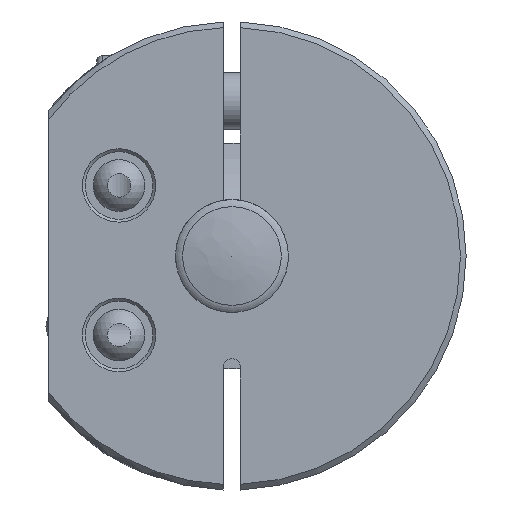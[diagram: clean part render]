
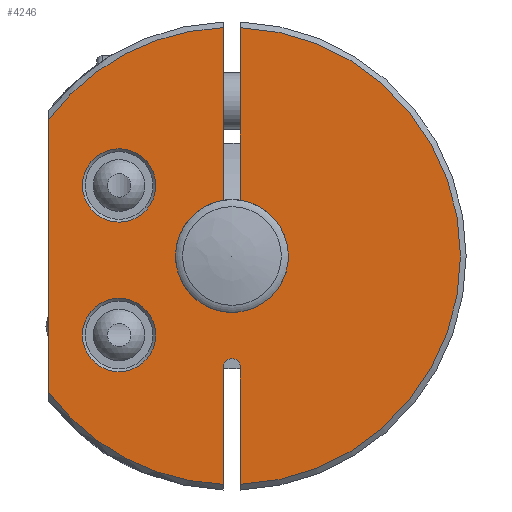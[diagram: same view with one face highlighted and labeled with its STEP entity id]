
A CAD part, left-side view. The second image highlights one B-rep face of the part: STEP entity #4246.
In plain terms, the highlighted planar face has unit normal (-1, 0, 0).
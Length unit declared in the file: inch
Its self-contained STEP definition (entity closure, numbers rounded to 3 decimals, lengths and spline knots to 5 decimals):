
#248=FACE_BOUND('',#1274,.T.);
#249=FACE_BOUND('',#1275,.T.);
#334=PLANE('',#4623);
#477=LINE('',#6891,#730);
#482=LINE('',#6912,#735);
#513=LINE('',#7185,#766);
#517=LINE('',#7196,#770);
#527=LINE('',#7346,#780);
#730=VECTOR('',#5258,0.3937);
#735=VECTOR('',#5275,0.3937);
#766=VECTOR('',#5414,0.3937);
#770=VECTOR('',#5426,0.3937);
#780=VECTOR('',#5484,0.3937);
#1041=FACE_OUTER_BOUND('',#1273,.T.);
#1273=EDGE_LOOP('',(#3313,#3314,#3315,#3316,#3317,#3318,#3319,#3320,#3321,
#3322));
#1274=EDGE_LOOP('',(#3323));
#1275=EDGE_LOOP('',(#3324));
#1460=CIRCLE('',#4532,1.59449);
#1495=CIRCLE('',#4593,1.59449);
#1496=CIRCLE('',#4595,1.59449);
#1498=CIRCLE('',#4603,0.05906);
#1507=CIRCLE('',#4618,0.25591);
#1511=CIRCLE('',#4624,0.3937);
#1512=CIRCLE('',#4625,0.25591);
#1765=VERTEX_POINT('',#6834);
#1768=VERTEX_POINT('',#6839);
#1781=VERTEX_POINT('',#6890);
#1790=VERTEX_POINT('',#6909);
#1791=VERTEX_POINT('',#6911);
#1840=VERTEX_POINT('',#7171);
#1841=VERTEX_POINT('',#7175);
#1842=VERTEX_POINT('',#7177);
#1843=VERTEX_POINT('',#7183);
#1846=VERTEX_POINT('',#7195);
#1863=VERTEX_POINT('',#7333);
#1867=VERTEX_POINT('',#7347);
#2259=EDGE_CURVE('',#1768,#1765,#1460,.T.);
#2273=EDGE_CURVE('',#1781,#1765,#477,.T.);
#2283=EDGE_CURVE('',#1791,#1790,#482,.T.);
#2358=EDGE_CURVE('',#1791,#1840,#1495,.T.);
#2360=EDGE_CURVE('',#1841,#1842,#1496,.T.);
#2363=EDGE_CURVE('',#1841,#1843,#513,.T.);
#2368=EDGE_CURVE('',#1846,#1840,#517,.T.);
#2371=EDGE_CURVE('',#1843,#1846,#1498,.T.);
#2393=EDGE_CURVE('',#1863,#1863,#1507,.T.);
#2399=EDGE_CURVE('',#1790,#1781,#1511,.T.);
#2400=EDGE_CURVE('',#1768,#1842,#527,.T.);
#2401=EDGE_CURVE('',#1867,#1867,#1512,.T.);
#3313=ORIENTED_EDGE('',*,*,#2368,.T.);
#3314=ORIENTED_EDGE('',*,*,#2358,.F.);
#3315=ORIENTED_EDGE('',*,*,#2283,.T.);
#3316=ORIENTED_EDGE('',*,*,#2399,.T.);
#3317=ORIENTED_EDGE('',*,*,#2273,.T.);
#3318=ORIENTED_EDGE('',*,*,#2259,.F.);
#3319=ORIENTED_EDGE('',*,*,#2400,.T.);
#3320=ORIENTED_EDGE('',*,*,#2360,.F.);
#3321=ORIENTED_EDGE('',*,*,#2363,.T.);
#3322=ORIENTED_EDGE('',*,*,#2371,.T.);
#3323=ORIENTED_EDGE('',*,*,#2393,.F.);
#3324=ORIENTED_EDGE('',*,*,#2401,.F.);
#4246=ADVANCED_FACE('',(#1041,#248,#249),#334,.T.);
#4532=AXIS2_PLACEMENT_3D('',#6843,#5241,#5242);
#4593=AXIS2_PLACEMENT_3D('',#7173,#5404,#5405);
#4595=AXIS2_PLACEMENT_3D('',#7178,#5409,#5410);
#4603=AXIS2_PLACEMENT_3D('',#7201,#5433,#5434);
#4618=AXIS2_PLACEMENT_3D('',#7334,#5468,#5469);
#4623=AXIS2_PLACEMENT_3D('',#7344,#5480,#5481);
#4624=AXIS2_PLACEMENT_3D('',#7345,#5482,#5483);
#4625=AXIS2_PLACEMENT_3D('',#7348,#5485,#5486);
#5241=DIRECTION('center_axis',(1.,0.,0.));
#5242=DIRECTION('ref_axis',(0.,-1.,0.));
#5258=DIRECTION('',(0.,0.,1.));
#5275=DIRECTION('',(0.,0.,-1.));
#5404=DIRECTION('center_axis',(1.,0.,0.));
#5405=DIRECTION('ref_axis',(0.,-1.,0.));
#5409=DIRECTION('center_axis',(1.,0.,0.));
#5410=DIRECTION('ref_axis',(0.,-1.,0.));
#5414=DIRECTION('',(0.,0.,1.));
#5426=DIRECTION('',(0.,0.,-1.));
#5433=DIRECTION('center_axis',(1.,0.,0.));
#5434=DIRECTION('ref_axis',(0.,0.,-1.));
#5468=DIRECTION('center_axis',(-1.,0.,0.));
#5469=DIRECTION('ref_axis',(0.,0.,-1.));
#5480=DIRECTION('center_axis',(-1.,0.,0.));
#5481=DIRECTION('ref_axis',(0.,0.,1.));
#5482=DIRECTION('center_axis',(1.,0.,0.));
#5483=DIRECTION('ref_axis',(0.,0.,-1.));
#5484=DIRECTION('',(0.,0.,-1.));
#5485=DIRECTION('center_axis',(-1.,0.,0.));
#5486=DIRECTION('ref_axis',(0.,0.,-1.));
#6834=CARTESIAN_POINT('',(-1.81102,0.05906,1.59339));
#6839=CARTESIAN_POINT('',(-1.81102,1.27953,0.95142));
#6843=CARTESIAN_POINT('Origin',(-1.81102,0.,
0.));
#6890=CARTESIAN_POINT('',(-1.81102,0.05906,0.38925));
#6891=CARTESIAN_POINT('',(-1.81102,0.05906,0.46595));
#6909=CARTESIAN_POINT('',(-1.81102,-0.05906,0.38925));
#6911=CARTESIAN_POINT('',(-1.81102,-0.05906,1.59339));
#6912=CARTESIAN_POINT('',(-1.81102,-0.05906,0.46595));
#7171=CARTESIAN_POINT('',(-1.81102,-0.05906,-1.59339));
#7173=CARTESIAN_POINT('Origin',(-1.81102,0.,
0.));
#7175=CARTESIAN_POINT('',(-1.81102,0.05906,-1.59339));
#7177=CARTESIAN_POINT('',(-1.81102,1.27953,-0.95142));
#7178=CARTESIAN_POINT('Origin',(-1.81102,0.,
0.));
#7183=CARTESIAN_POINT('',(-1.81102,0.05906,-0.77426));
#7185=CARTESIAN_POINT('',(-1.81102,0.05906,-0.38713));
#7195=CARTESIAN_POINT('',(-1.81102,-0.05906,-0.77426));
#7196=CARTESIAN_POINT('',(-1.81102,-0.05906,-0.86941));
#7201=CARTESIAN_POINT('Origin',(-1.81102,0.,
-0.77426));
#7333=CARTESIAN_POINT('',(-1.81102,0.7874,-0.29528));
#7334=CARTESIAN_POINT('Origin',(-1.81102,0.7874,-0.55118));
#7344=CARTESIAN_POINT('Origin',(-1.81102,0.81693,0.));
#7345=CARTESIAN_POINT('Origin',(-1.81102,0.,
0.));
#7346=CARTESIAN_POINT('',(-1.81102,1.27953,-0.72835));
#7347=CARTESIAN_POINT('',(-1.81102,0.7874,0.74803));
#7348=CARTESIAN_POINT('Origin',(-1.81102,0.7874,0.49213));
